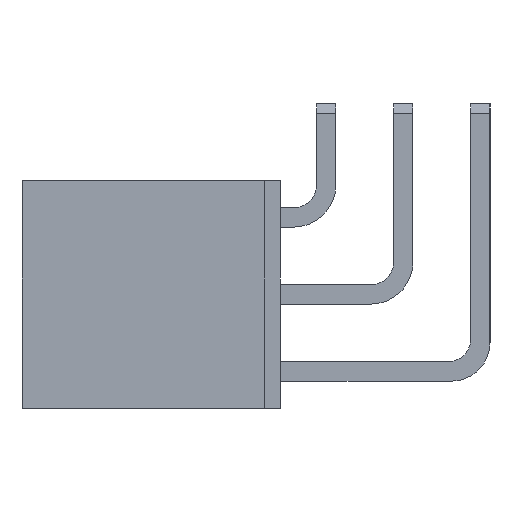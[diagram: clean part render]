
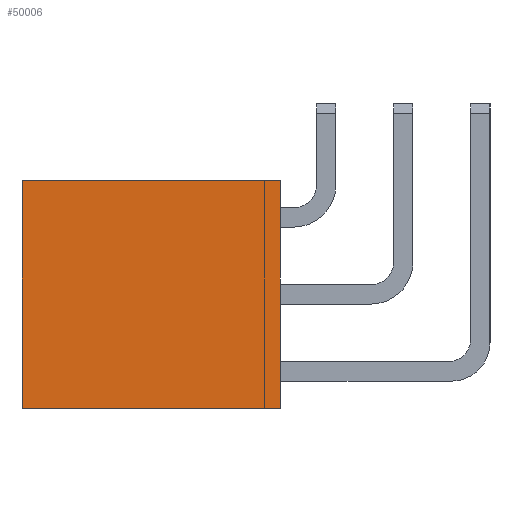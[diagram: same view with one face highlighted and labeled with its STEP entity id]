
A CAD part, left-side view. The second image highlights one B-rep face of the part: STEP entity #50006.
In plain terms, the highlighted planar face has unit normal (-1, 0, 0).
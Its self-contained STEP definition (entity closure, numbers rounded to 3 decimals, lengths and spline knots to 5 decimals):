
#3943=ORIENTED_EDGE('',*,*,#17708,.T.);
#3944=ORIENTED_EDGE('',*,*,#15707,.F.);
#3945=ORIENTED_EDGE('',*,*,#17809,.F.);
#3946=ORIENTED_EDGE('',*,*,#15699,.T.);
#15699=EDGE_CURVE('',#22984,#22983,#27839,.T.);
#15707=EDGE_CURVE('',#22991,#22992,#27847,.T.);
#17708=EDGE_CURVE('',#22983,#22992,#29848,.T.);
#17809=EDGE_CURVE('',#22984,#22991,#29949,.T.);
#22983=VERTEX_POINT('',#68601);
#22984=VERTEX_POINT('',#68603);
#22991=VERTEX_POINT('',#68618);
#22992=VERTEX_POINT('',#68620);
#27839=LINE('',#68602,#34523);
#27847=LINE('',#68619,#34531);
#29848=LINE('',#72620,#36532);
#29949=LINE('',#72772,#36633);
#34523=VECTOR('',#55349,39.37008);
#34531=VECTOR('',#55359,39.37008);
#36532=VECTOR('',#58562,39.37008);
#36633=VECTOR('',#58765,39.37008);
#41660=EDGE_LOOP('',(#3943,#3944,#3945,#3946));
#44692=FACE_BOUND('',#41660,.T.);
#47724=PLANE('',#52614);
#50006=ADVANCED_FACE('',(#44692),#47724,.F.);
#52614=AXIS2_PLACEMENT_3D('',#72771,#58763,#58764);
#55349=DIRECTION('',(0.,-1.,0.));
#55359=DIRECTION('',(0.,-1.,0.));
#58562=DIRECTION('',(0.,0.,1.));
#58763=DIRECTION('',(1.,0.,0.));
#58764=DIRECTION('',(0.,0.,-1.));
#58765=DIRECTION('',(0.,0.,1.));
#68601=CARTESIAN_POINT('',(-2.51,0.,-0.1475));
#68602=CARTESIAN_POINT('',(-2.51,0.335,-0.1475));
#68603=CARTESIAN_POINT('',(-2.51,0.335,-0.1475));
#68618=CARTESIAN_POINT('',(-2.51,0.335,0.1475));
#68619=CARTESIAN_POINT('',(-2.51,0.335,0.1475));
#68620=CARTESIAN_POINT('',(-2.51,0.,0.1475));
#72620=CARTESIAN_POINT('',(-2.51,0.,-0.1475));
#72771=CARTESIAN_POINT('',(-2.51,0.335,-0.1475));
#72772=CARTESIAN_POINT('',(-2.51,0.335,-0.1475));
